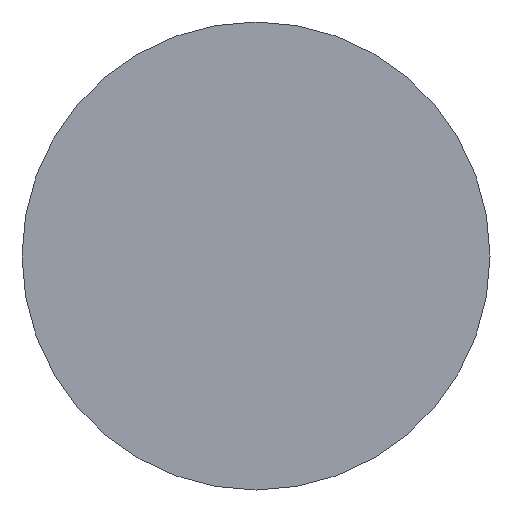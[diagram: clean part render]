
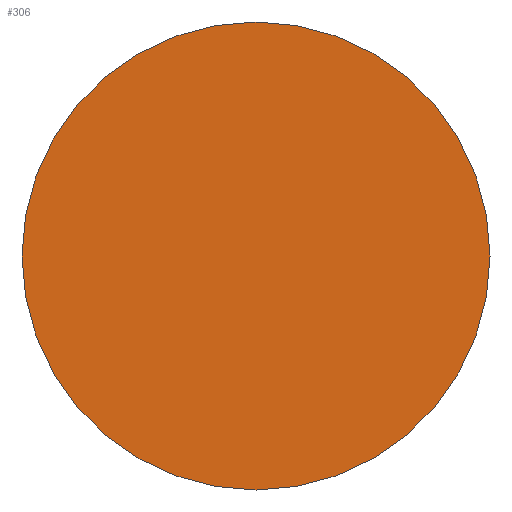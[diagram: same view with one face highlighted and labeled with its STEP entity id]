
A CAD part, front view. The second image highlights one B-rep face of the part: STEP entity #306.
In plain terms, the highlighted planar face has unit normal (0, -1, 0).
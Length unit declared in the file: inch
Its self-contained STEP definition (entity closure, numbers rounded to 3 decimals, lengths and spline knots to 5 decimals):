
#2 = CARTESIAN_POINT ( 'NONE',  ( 0., 0., 0. ) ) ;
#14 = DIRECTION ( 'NONE',  ( 0., -1., 0. ) ) ;
#27 = CARTESIAN_POINT ( 'NONE',  ( 0., 0., -0.0625 ) ) ;
#56 = AXIS2_PLACEMENT_3D ( 'NONE', #2, #136, #138 ) ;
#57 = PLANE ( 'NONE',  #56 ) ;
#66 = EDGE_LOOP ( 'NONE', ( #94, #305 ) ) ;
#77 = AXIS2_PLACEMENT_3D ( 'NONE', #222, #304, #157 ) ;
#94 = ORIENTED_EDGE ( 'NONE', *, *, #231, .T. ) ;
#124 = AXIS2_PLACEMENT_3D ( 'NONE', #134, #14, #131 ) ;
#131 = DIRECTION ( 'NONE',  ( 0., 0., -1. ) ) ;
#134 = CARTESIAN_POINT ( 'NONE',  ( 0., 0., 0. ) ) ;
#136 = DIRECTION ( 'NONE',  ( 0., -1., 0. ) ) ;
#138 = DIRECTION ( 'NONE',  ( 0., 0., -1. ) ) ;
#157 = DIRECTION ( 'NONE',  ( 0., 0., -1. ) ) ;
#158 = VERTEX_POINT ( 'NONE', #188 ) ;
#170 = FACE_OUTER_BOUND ( 'NONE', #66, .T. ) ;
#188 = CARTESIAN_POINT ( 'NONE',  ( 0., 0., 0.0625 ) ) ;
#200 = VERTEX_POINT ( 'NONE', #27 ) ;
#222 = CARTESIAN_POINT ( 'NONE',  ( 0., 0., 0. ) ) ;
#231 = EDGE_CURVE ( 'NONE', #200, #158, #302, .T. ) ;
#282 = EDGE_CURVE ( 'NONE', #158, #200, #289, .T. ) ;
#289 = CIRCLE ( 'NONE', #124, 0.0625 ) ;
#302 = CIRCLE ( 'NONE', #77, 0.0625 ) ;
#304 = DIRECTION ( 'NONE',  ( 0., -1., 0. ) ) ;
#305 = ORIENTED_EDGE ( 'NONE', *, *, #282, .T. ) ;
#306 = ADVANCED_FACE ( 'NONE', ( #170 ), #57, .T. ) ;
